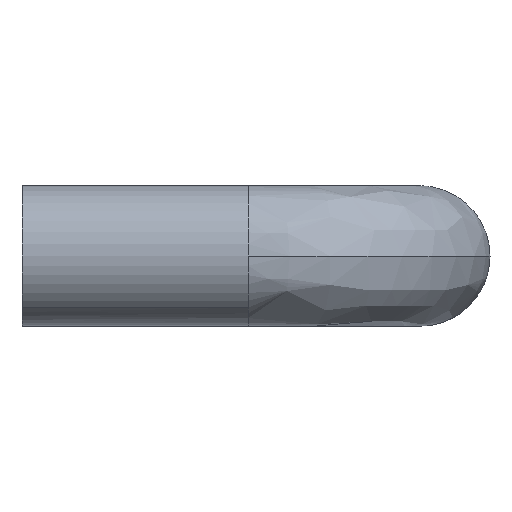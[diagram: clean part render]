
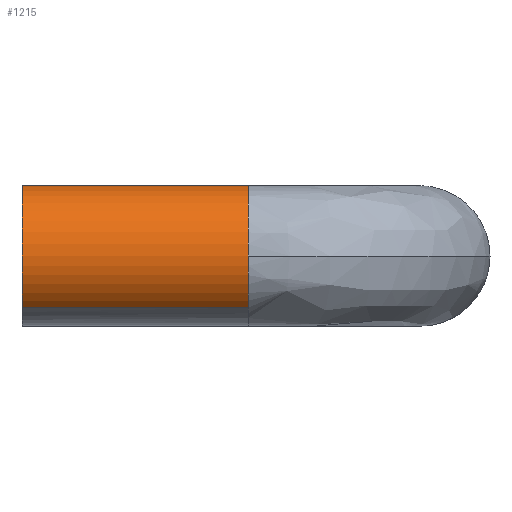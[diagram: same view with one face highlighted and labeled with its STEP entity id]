
A CAD part, left-side view. The second image highlights one B-rep face of the part: STEP entity #1215.
In plain terms, the highlighted free-form (B-spline) face has degree [2, 1] with [5, 2] control points.
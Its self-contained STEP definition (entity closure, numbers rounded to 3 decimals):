
#784=CARTESIAN_POINT('',(-4.5,-14.5,0.));
#785=VERTEX_POINT('',#784);
#821=CARTESIAN_POINT('',(3.04,-14.5,3.318));
#822=VERTEX_POINT('',#821);
#832=CARTESIAN_POINT('',(0.,-14.5,4.5));
#833=VERTEX_POINT('',#832);
#834=CARTESIAN_POINT('',(0.,-14.5,4.5));
#835=CARTESIAN_POINT('',(0.522,-14.5,4.5));
#836=CARTESIAN_POINT('',(1.338,-14.5,4.356));
#837=CARTESIAN_POINT('',(2.347,-14.5,3.874));
#838=CARTESIAN_POINT('',(2.822,-14.5,3.517));
#839=CARTESIAN_POINT('',(3.04,-14.5,3.318));
#840=B_SPLINE_CURVE_WITH_KNOTS('',3,(#834,#835,#836,#837,#838,#839),.UNSPECIFIED.,.F.,.U.,(4,1,1,4),(0.,1.565,2.451,3.338),.UNSPECIFIED.);
#841=EDGE_CURVE('',#833,#822,#840,.T.);
#843=CARTESIAN_POINT('',(-4.5,-14.5,0.));
#844=CARTESIAN_POINT('',(-4.5,-14.5,0.313));
#845=CARTESIAN_POINT('',(-4.436,-14.5,0.92));
#846=CARTESIAN_POINT('',(-4.152,-14.5,1.82));
#847=CARTESIAN_POINT('',(-3.759,-14.5,2.513));
#848=CARTESIAN_POINT('',(-3.248,-14.5,3.143));
#849=CARTESIAN_POINT('',(-2.6,-14.5,3.723));
#850=CARTESIAN_POINT('',(-1.768,-14.5,4.174));
#851=CARTESIAN_POINT('',(-0.865,-14.5,4.442));
#852=CARTESIAN_POINT('',(-0.313,-14.5,4.5));
#853=CARTESIAN_POINT('',(0.,-14.5,4.5));
#854=B_SPLINE_CURVE_WITH_KNOTS('',3,(#843,#844,#845,#846,#847,#848,#849,#850,#851,#852,#853),.UNSPECIFIED.,.F.,.U.,(4,1,1,1,1,1,1,1,4),(0.,0.939,1.822,2.816,3.313,4.252,5.412,6.13,7.069),.UNSPECIFIED.);
#855=EDGE_CURVE('',#785,#833,#854,.T.);
#890=CARTESIAN_POINT('',(-3.04,-14.5,-3.318));
#891=VERTEX_POINT('',#890);
#892=CARTESIAN_POINT('',(-3.04,-14.5,-3.318));
#893=CARTESIAN_POINT('',(-3.298,-14.5,-3.082));
#894=CARTESIAN_POINT('',(-3.72,-14.5,-2.593));
#895=CARTESIAN_POINT('',(-4.14,-14.5,-1.821));
#896=CARTESIAN_POINT('',(-4.425,-14.5,-0.971));
#897=CARTESIAN_POINT('',(-4.5,-14.5,-0.369));
#898=CARTESIAN_POINT('',(-4.5,-14.5,0.));
#899=B_SPLINE_CURVE_WITH_KNOTS('',3,(#892,#893,#894,#895,#896,#897,#898),.UNSPECIFIED.,.F.,.U.,(4,1,1,1,4),(0.,1.049,1.924,2.623,3.731),.UNSPECIFIED.);
#900=EDGE_CURVE('',#891,#785,#899,.T.);
#1143=CARTESIAN_POINT('',(3.04,0.363,3.318));
#1144=CARTESIAN_POINT('',(-0.278,0.363,6.358));
#1145=CARTESIAN_POINT('',(-3.318,0.363,3.04));
#1146=CARTESIAN_POINT('',(-6.358,0.363,-0.278));
#1147=CARTESIAN_POINT('',(-3.04,0.363,-3.318));
#1148=CARTESIAN_POINT('',(3.04,-14.872,3.318));
#1149=CARTESIAN_POINT('',(-0.278,-14.872,6.358));
#1150=CARTESIAN_POINT('',(-3.318,-14.872,3.04));
#1151=CARTESIAN_POINT('',(-6.358,-14.872,-0.278));
#1152=CARTESIAN_POINT('',(-3.04,-14.872,-3.318));
#1160=(BOUNDED_SURFACE()B_SPLINE_SURFACE(2,1,((#1143,#1148),(#1144,#1149),(#1145,#1150),(#1146,#1151),(#1147,#1152)),.UNSPECIFIED.,.F.,.F.,.U.)B_SPLINE_SURFACE_WITH_KNOTS((3,2,3),(2,2),(0.0,7.456,14.912),(0.0,15.234),.UNSPECIFIED.)GEOMETRIC_REPRESENTATION_ITEM()RATIONAL_B_SPLINE_SURFACE(((1.0,1.0),(0.707,0.707),(1.0,1.0),(0.707,0.707),(1.0,1.0)))REPRESENTATION_ITEM('')SURFACE());
#1161=ORIENTED_EDGE('',*,*,#841,.T.);
#1162=CARTESIAN_POINT('',(3.04,0.,3.318));
#1163=VERTEX_POINT('',#1162);
#1164=CARTESIAN_POINT('',(3.04,0.,3.318));
#1165=CARTESIAN_POINT('',(3.04,-14.5,3.318));
#1166=QUASI_UNIFORM_CURVE('',1,(#1164,#1165),.UNSPECIFIED.,.F.,.U.);
#1167=EDGE_CURVE('',#1163,#822,#1166,.T.);
#1168=ORIENTED_EDGE('',*,*,#1167,.F.);
#1169=CARTESIAN_POINT('',(0.,0.0,4.5));
#1170=VERTEX_POINT('',#1169);
#1171=CARTESIAN_POINT('',(0.,0.0,4.5));
#1172=CARTESIAN_POINT('',(0.382,0.,4.5));
#1173=CARTESIAN_POINT('',(1.026,0.,4.417));
#1174=CARTESIAN_POINT('',(2.078,0.,4.043));
#1175=CARTESIAN_POINT('',(2.694,0.,3.635));
#1176=CARTESIAN_POINT('',(3.04,0.,3.318));
#1177=B_SPLINE_CURVE_WITH_KNOTS('',3,(#1171,#1172,#1173,#1174,#1175,#1176),.UNSPECIFIED.,.F.,.U.,(4,1,1,4),(0.,1.147,1.93,3.338),.UNSPECIFIED.);
#1178=EDGE_CURVE('',#1170,#1163,#1177,.T.);
#1179=ORIENTED_EDGE('',*,*,#1178,.F.);
#1180=CARTESIAN_POINT('',(-4.5,0.0,0.0));
#1181=VERTEX_POINT('',#1180);
#1182=CARTESIAN_POINT('',(-4.5,0.0,0.0));
#1183=CARTESIAN_POINT('',(-4.5,0.0,0.405));
#1184=CARTESIAN_POINT('',(-4.415,0.0,1.031));
#1185=CARTESIAN_POINT('',(-4.123,0.0,1.848));
#1186=CARTESIAN_POINT('',(-3.77,0.0,2.497));
#1187=CARTESIAN_POINT('',(-3.22,0.0,3.193));
#1188=CARTESIAN_POINT('',(-2.446,0.0,3.828));
#1189=CARTESIAN_POINT('',(-1.344,0.0,4.358));
#1190=CARTESIAN_POINT('',(-0.497,0.0,4.5));
#1191=CARTESIAN_POINT('',(0.,0.0,4.5));
#1192=B_SPLINE_CURVE_WITH_KNOTS('',3,(#1182,#1183,#1184,#1185,#1186,#1187,#1188,#1189,#1190,#1191),.UNSPECIFIED.,.F.,.U.,(4,1,1,1,1,1,1,4),(0.,1.215,1.878,2.596,3.424,4.528,5.578,7.069),.UNSPECIFIED.);
#1193=EDGE_CURVE('',#1181,#1170,#1192,.T.);
#1194=ORIENTED_EDGE('',*,*,#1193,.F.);
#1195=CARTESIAN_POINT('',(-3.04,0.,-3.318));
#1196=VERTEX_POINT('',#1195);
#1197=CARTESIAN_POINT('',(-3.04,0.,-3.318));
#1198=CARTESIAN_POINT('',(-3.312,0.,-3.068));
#1199=CARTESIAN_POINT('',(-3.782,0.,-2.517));
#1200=CARTESIAN_POINT('',(-4.345,0.,-1.399));
#1201=CARTESIAN_POINT('',(-4.5,0.,-0.525));
#1202=CARTESIAN_POINT('',(-4.5,0.0,0.0));
#1203=B_SPLINE_CURVE_WITH_KNOTS('',3,(#1197,#1198,#1199,#1200,#1201,#1202),.UNSPECIFIED.,.F.,.U.,(4,1,1,4),(0.,1.108,2.157,3.731),.UNSPECIFIED.);
#1204=EDGE_CURVE('',#1196,#1181,#1203,.T.);
#1205=ORIENTED_EDGE('',*,*,#1204,.F.);
#1206=CARTESIAN_POINT('',(-3.04,0.,-3.318));
#1207=CARTESIAN_POINT('',(-3.04,-14.5,-3.318));
#1208=QUASI_UNIFORM_CURVE('',1,(#1206,#1207),.UNSPECIFIED.,.F.,.U.);
#1209=EDGE_CURVE('',#1196,#891,#1208,.T.);
#1210=ORIENTED_EDGE('',*,*,#1209,.T.);
#1211=ORIENTED_EDGE('',*,*,#900,.T.);
#1212=ORIENTED_EDGE('',*,*,#855,.T.);
#1213=EDGE_LOOP('',(#1161,#1168,#1179,#1194,#1205,#1210,#1211,#1212));
#1214=FACE_OUTER_BOUND('',#1213,.T.);
#1215=ADVANCED_FACE('',(#1214),#1160,.T.);
